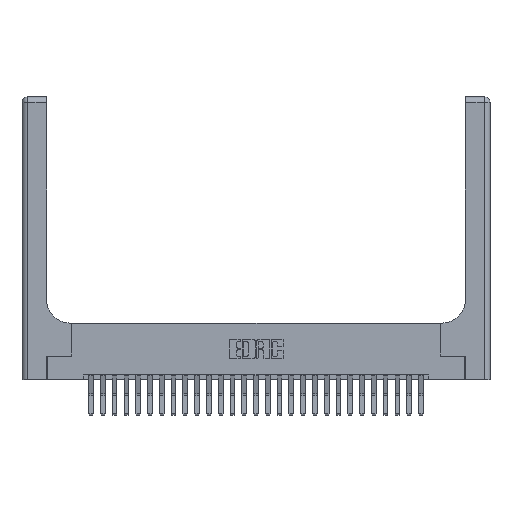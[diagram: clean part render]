
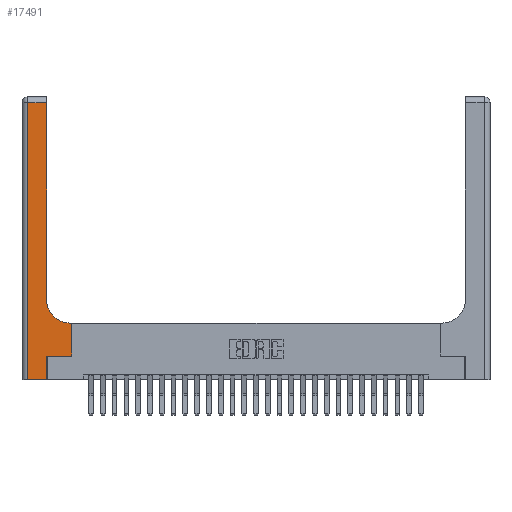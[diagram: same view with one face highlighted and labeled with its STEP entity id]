
A CAD part, top view. The second image highlights one B-rep face of the part: STEP entity #17491.
In plain terms, the highlighted planar face has unit normal (0, 0, 1).
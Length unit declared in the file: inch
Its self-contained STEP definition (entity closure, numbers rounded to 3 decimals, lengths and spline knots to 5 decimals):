
#353 = DIRECTION ( 'NONE',  ( 0., 1., 0. ) ) ;
#413 = ORIENTED_EDGE ( 'NONE', *, *, #21533, .T. ) ;
#578 = CARTESIAN_POINT ( 'NONE',  ( 0., 3., 0.37 ) ) ;
#1046 = VECTOR ( 'NONE', #15746, 39.37008 ) ;
#1591 = CARTESIAN_POINT ( 'NONE',  ( 0.51, 0.6, 0.37 ) ) ;
#1744 = VECTOR ( 'NONE', #8861, 39.37008 ) ;
#2030 = AXIS2_PLACEMENT_3D ( 'NONE', #578, #16613, #4587 ) ;
#2045 = DIRECTION ( 'NONE',  ( 1., 0., 0. ) ) ;
#2523 = AXIS2_PLACEMENT_3D ( 'NONE', #5695, #19703, #7706 ) ;
#2691 = CARTESIAN_POINT ( 'NONE',  ( 0.06, 3., 0.37 ) ) ;
#2719 = ORIENTED_EDGE ( 'NONE', *, *, #25503, .T. ) ;
#2736 = DIRECTION ( 'NONE',  ( -1., 0., 0. ) ) ;
#2860 = ORIENTED_EDGE ( 'NONE', *, *, #24347, .T. ) ;
#2984 = LINE ( 'NONE', #6837, #1744 ) ;
#3932 = FACE_OUTER_BOUND ( 'NONE', #23744, .T. ) ;
#4587 = DIRECTION ( 'NONE',  ( -1., 0., 0. ) ) ;
#4731 = CARTESIAN_POINT ( 'NONE',  ( 0.06, 0., 0.37 ) ) ;
#4960 = CARTESIAN_POINT ( 'NONE',  ( 0.265, 0.25, 0.37 ) ) ;
#5000 = CARTESIAN_POINT ( 'NONE',  ( 0.26, 2.94, 0.37 ) ) ;
#5267 = ORIENTED_EDGE ( 'NONE', *, *, #6855, .T. ) ;
#5341 = VECTOR ( 'NONE', #10847, 39.37008 ) ;
#5409 = VECTOR ( 'NONE', #353, 39.37008 ) ;
#5695 = CARTESIAN_POINT ( 'NONE',  ( 0.51, 0.85, 0.37 ) ) ;
#5734 = VERTEX_POINT ( 'NONE', #1591 ) ;
#5898 = LINE ( 'NONE', #18352, #21877 ) ;
#6495 = EDGE_CURVE ( 'NONE', #22423, #10984, #11567, .T. ) ;
#6837 = CARTESIAN_POINT ( 'NONE',  ( 0.26, 0.6, 0.37 ) ) ;
#6855 = EDGE_CURVE ( 'NONE', #21541, #16511, #5898, .T. ) ;
#7706 = DIRECTION ( 'NONE',  ( 1., 0., 0. ) ) ;
#7709 = CARTESIAN_POINT ( 'NONE',  ( 0., 0., 0.37 ) ) ;
#8226 = CARTESIAN_POINT ( 'NONE',  ( 0.265, 0., 0.37 ) ) ;
#8374 = ORIENTED_EDGE ( 'NONE', *, *, #6495, .T. ) ;
#8545 = CARTESIAN_POINT ( 'NONE',  ( 0.26, 3., 0.37 ) ) ;
#8794 = CIRCLE ( 'NONE', #2523, 0.25 ) ;
#8861 = DIRECTION ( 'NONE',  ( -1., 0., 0. ) ) ;
#9405 = LINE ( 'NONE', #2691, #5341 ) ;
#10221 = EDGE_CURVE ( 'NONE', #13408, #21541, #23896, .T. ) ;
#10434 = CARTESIAN_POINT ( 'NONE',  ( 0.06, 2.94, 0.37 ) ) ;
#10847 = DIRECTION ( 'NONE',  ( 0., -1., 0. ) ) ;
#10984 = VERTEX_POINT ( 'NONE', #10434 ) ;
#11567 = LINE ( 'NONE', #22616, #19389 ) ;
#11735 = ORIENTED_EDGE ( 'NONE', *, *, #17906, .T. ) ;
#12524 = DIRECTION ( 'NONE',  ( 0., 1., 0. ) ) ;
#12611 = CARTESIAN_POINT ( 'NONE',  ( 0.528, 0.25, 0.37 ) ) ;
#13008 = LINE ( 'NONE', #8545, #25532 ) ;
#13408 = VERTEX_POINT ( 'NONE', #4960 ) ;
#13728 = CARTESIAN_POINT ( 'NONE',  ( 0.265, 0.25, 0.37 ) ) ;
#13883 = DIRECTION ( 'NONE',  ( 0., 1., 0. ) ) ;
#15746 = DIRECTION ( 'NONE',  ( 1., 0., 0. ) ) ;
#16511 = VERTEX_POINT ( 'NONE', #25756 ) ;
#16613 = DIRECTION ( 'NONE',  ( 0., 0., -1. ) ) ;
#16968 = PLANE ( 'NONE',  #2030 ) ;
#17357 = ORIENTED_EDGE ( 'NONE', *, *, #10221, .T. ) ;
#17491 = ADVANCED_FACE ( 'NONE', ( #3932 ), #16968, .F. ) ;
#17906 = EDGE_CURVE ( 'NONE', #16511, #5734, #2984, .T. ) ;
#18352 = CARTESIAN_POINT ( 'NONE',  ( 0.528, 0.25, 0.37 ) ) ;
#18456 = ORIENTED_EDGE ( 'NONE', *, *, #23588, .T. ) ;
#18819 = ORIENTED_EDGE ( 'NONE', *, *, #22883, .T. ) ;
#19222 = LINE ( 'NONE', #8226, #5409 ) ;
#19389 = VECTOR ( 'NONE', #2736, 39.37008 ) ;
#19703 = DIRECTION ( 'NONE',  ( 0., 0., -1. ) ) ;
#19939 = CARTESIAN_POINT ( 'NONE',  ( 0.265, 0., 0.37 ) ) ;
#20697 = VERTEX_POINT ( 'NONE', #21632 ) ;
#21533 = EDGE_CURVE ( 'NONE', #20697, #22423, #13008, .T. ) ;
#21541 = VERTEX_POINT ( 'NONE', #12611 ) ;
#21632 = CARTESIAN_POINT ( 'NONE',  ( 0.26, 0.85, 0.37 ) ) ;
#21877 = VECTOR ( 'NONE', #13883, 39.37008 ) ;
#22013 = LINE ( 'NONE', #7709, #25130 ) ;
#22423 = VERTEX_POINT ( 'NONE', #5000 ) ;
#22616 = CARTESIAN_POINT ( 'NONE',  ( 0., 2.94, 0.37 ) ) ;
#22883 = EDGE_CURVE ( 'NONE', #24208, #13408, #19222, .T. ) ;
#23588 = EDGE_CURVE ( 'NONE', #23834, #24208, #22013, .T. ) ;
#23744 = EDGE_LOOP ( 'NONE', ( #413, #8374, #2719, #18456, #18819, #17357, #5267, #11735, #2860 ) ) ;
#23834 = VERTEX_POINT ( 'NONE', #4731 ) ;
#23896 = LINE ( 'NONE', #13728, #1046 ) ;
#24208 = VERTEX_POINT ( 'NONE', #19939 ) ;
#24347 = EDGE_CURVE ( 'NONE', #5734, #20697, #8794, .T. ) ;
#25130 = VECTOR ( 'NONE', #2045, 39.37008 ) ;
#25503 = EDGE_CURVE ( 'NONE', #10984, #23834, #9405, .T. ) ;
#25532 = VECTOR ( 'NONE', #12524, 39.37008 ) ;
#25756 = CARTESIAN_POINT ( 'NONE',  ( 0.528, 0.6, 0.37 ) ) ;
